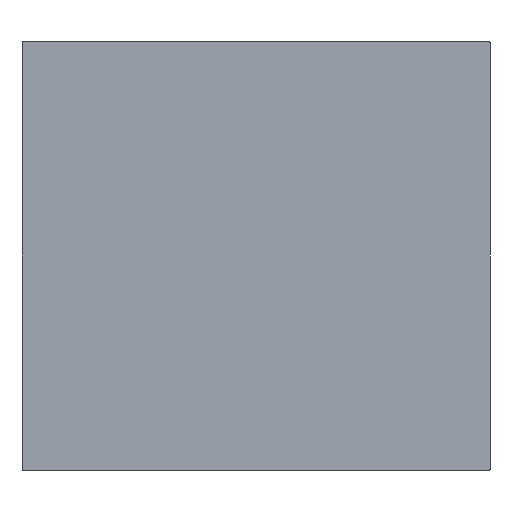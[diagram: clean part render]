
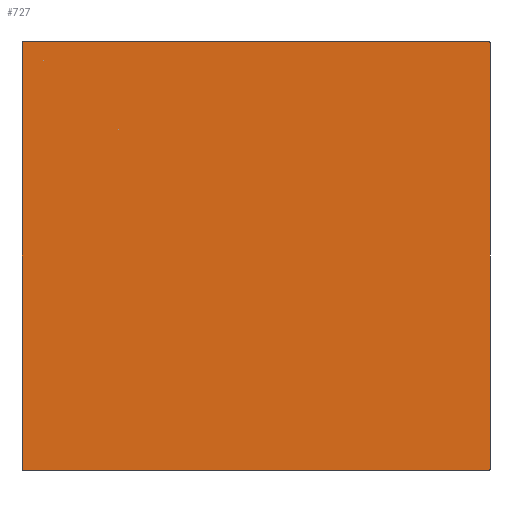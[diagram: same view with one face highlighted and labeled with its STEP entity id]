
A CAD part, front view. The second image highlights one B-rep face of the part: STEP entity #727.
In plain terms, the highlighted planar face has unit normal (0, -1, 0).
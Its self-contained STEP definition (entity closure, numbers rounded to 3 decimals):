
#15 = CARTESIAN_POINT ( 'NONE',  ( -305.046, 161.762, 249.529 ) ) ;
#27 = VERTEX_POINT ( 'NONE', #124 ) ;
#29 = DIRECTION ( 'NONE',  ( 1., 0., 0. ) ) ;
#32 = EDGE_CURVE ( 'NONE', #680, #587, #244, .T. ) ;
#39 = DIRECTION ( 'NONE',  ( 0., -1., 0. ) ) ;
#49 = CARTESIAN_POINT ( 'NONE',  ( -305.046, 161.762, -208.471 ) ) ;
#54 = DIRECTION ( 'NONE',  ( 0., 0., -1. ) ) ;
#82 = CARTESIAN_POINT ( 'NONE',  ( -305.046, 161.762, 250.529 ) ) ;
#124 = CARTESIAN_POINT ( 'NONE',  ( 196.954, 161.762, -208.471 ) ) ;
#128 = CARTESIAN_POINT ( 'NONE',  ( 195.954, 161.762, -209.471 ) ) ;
#132 = DIRECTION ( 'NONE',  ( 0., 0., -1. ) ) ;
#139 = EDGE_CURVE ( 'NONE', #459, #154, #715, .T. ) ;
#141 = ORIENTED_EDGE ( 'NONE', *, *, #763, .F. ) ;
#154 = VERTEX_POINT ( 'NONE', #15 ) ;
#166 = CARTESIAN_POINT ( 'NONE',  ( -54.046, 161.762, 20.529 ) ) ;
#167 = LINE ( 'NONE', #219, #764 ) ;
#187 = CARTESIAN_POINT ( 'NONE',  ( 196.954, 161.762, 249.529 ) ) ;
#202 = EDGE_CURVE ( 'NONE', #434, #27, #642, .T. ) ;
#218 = VERTEX_POINT ( 'NONE', #327 ) ;
#219 = CARTESIAN_POINT ( 'NONE',  ( -305.046, 161.762, 250.529 ) ) ;
#229 = DIRECTION ( 'NONE',  ( 0., 0., -1. ) ) ;
#244 = CIRCLE ( 'NONE', #308, 1. ) ;
#250 = EDGE_CURVE ( 'NONE', #434, #587, #274, .T. ) ;
#266 = VECTOR ( 'NONE', #229, 1000. ) ;
#271 = ORIENTED_EDGE ( 'NONE', *, *, #250, .F. ) ;
#274 = LINE ( 'NONE', #749, #524 ) ;
#280 = ORIENTED_EDGE ( 'NONE', *, *, #582, .F. ) ;
#308 = AXIS2_PLACEMENT_3D ( 'NONE', #656, #365, #357 ) ;
#310 = AXIS2_PLACEMENT_3D ( 'NONE', #608, #376, #549 ) ;
#327 = CARTESIAN_POINT ( 'NONE',  ( 195.954, 161.762, 250.529 ) ) ;
#357 = DIRECTION ( 'NONE',  ( 0., 0., -1. ) ) ;
#365 = DIRECTION ( 'NONE',  ( 0., -1., 0. ) ) ;
#376 = DIRECTION ( 'NONE',  ( 0., -1., 0. ) ) ;
#382 = AXIS2_PLACEMENT_3D ( 'NONE', #386, #391, #132 ) ;
#386 = CARTESIAN_POINT ( 'NONE',  ( -304.046, 161.762, 249.529 ) ) ;
#389 = FACE_OUTER_BOUND ( 'NONE', #602, .T. ) ;
#391 = DIRECTION ( 'NONE',  ( 0., -1., 0. ) ) ;
#399 = EDGE_CURVE ( 'NONE', #680, #154, #604, .T. ) ;
#432 = DIRECTION ( 'NONE',  ( 0., 0., 1. ) ) ;
#434 = VERTEX_POINT ( 'NONE', #128 ) ;
#439 = ORIENTED_EDGE ( 'NONE', *, *, #202, .T. ) ;
#459 = VERTEX_POINT ( 'NONE', #623 ) ;
#484 = CARTESIAN_POINT ( 'NONE',  ( 195.954, 161.762, 249.529 ) ) ;
#518 = ORIENTED_EDGE ( 'NONE', *, *, #622, .T. ) ;
#524 = VECTOR ( 'NONE', #641, 1000. ) ;
#537 = CIRCLE ( 'NONE', #635, 1. ) ;
#549 = DIRECTION ( 'NONE',  ( 0., 0., -1. ) ) ;
#561 = ORIENTED_EDGE ( 'NONE', *, *, #139, .T. ) ;
#576 = CARTESIAN_POINT ( 'NONE',  ( -304.046, 161.762, -209.471 ) ) ;
#582 = EDGE_CURVE ( 'NONE', #459, #218, #167, .T. ) ;
#587 = VERTEX_POINT ( 'NONE', #576 ) ;
#590 = VECTOR ( 'NONE', #432, 1000. ) ;
#597 = DIRECTION ( 'NONE',  ( 0., -1., 0. ) ) ;
#602 = EDGE_LOOP ( 'NONE', ( #666, #626, #271, #439, #141, #518, #280, #561 ) ) ;
#604 = LINE ( 'NONE', #82, #590 ) ;
#608 = CARTESIAN_POINT ( 'NONE',  ( 195.954, 161.762, -208.471 ) ) ;
#621 = DIRECTION ( 'NONE',  ( 0., 0., -1. ) ) ;
#622 = EDGE_CURVE ( 'NONE', #662, #218, #537, .T. ) ;
#623 = CARTESIAN_POINT ( 'NONE',  ( -304.046, 161.762, 250.529 ) ) ;
#626 = ORIENTED_EDGE ( 'NONE', *, *, #32, .T. ) ;
#632 = CARTESIAN_POINT ( 'NONE',  ( 196.954, 161.762, 250.529 ) ) ;
#635 = AXIS2_PLACEMENT_3D ( 'NONE', #484, #597, #54 ) ;
#641 = DIRECTION ( 'NONE',  ( -1., 0., 0. ) ) ;
#642 = CIRCLE ( 'NONE', #310, 1. ) ;
#656 = CARTESIAN_POINT ( 'NONE',  ( -304.046, 161.762, -208.471 ) ) ;
#662 = VERTEX_POINT ( 'NONE', #187 ) ;
#666 = ORIENTED_EDGE ( 'NONE', *, *, #399, .F. ) ;
#680 = VERTEX_POINT ( 'NONE', #49 ) ;
#715 = CIRCLE ( 'NONE', #382, 1. ) ;
#721 = AXIS2_PLACEMENT_3D ( 'NONE', #166, #39, #621 ) ;
#727 = ADVANCED_FACE ( 'NONE', ( #389 ), #747, .T. ) ;
#747 = PLANE ( 'NONE',  #721 ) ;
#749 = CARTESIAN_POINT ( 'NONE',  ( -305.046, 161.762, -209.471 ) ) ;
#751 = LINE ( 'NONE', #632, #266 ) ;
#763 = EDGE_CURVE ( 'NONE', #662, #27, #751, .T. ) ;
#764 = VECTOR ( 'NONE', #29, 1000. ) ;
